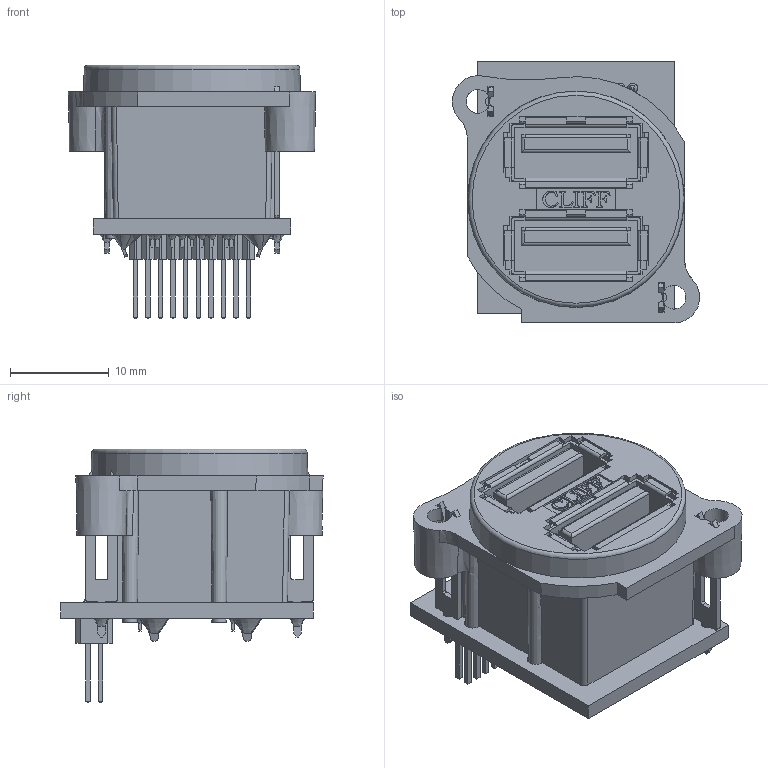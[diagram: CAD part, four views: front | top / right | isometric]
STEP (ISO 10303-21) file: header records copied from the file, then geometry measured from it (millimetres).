
FILE_DESCRIPTION(/* description */ (''),/* implementation_level */ '2;1');
FILE_NAME(/* name */ 'CP30097 TIM.stp',/* time_stamp */ '2016-12-13T11:06:53+00:00',/* author */ ('tottley'),/* organization */ (''),/* preprocessor_version */ 'ST-DEVELOPER v16.1',/* originating_system */ 'Autodesk Inventor 2016',/* authorisation */ '');
FILE_SCHEMA (('AUTOMOTIVE_DESIGN { 1 0 10303 214 3 1 1 }'));
Products named in the file (1): Part16
Bounding box: 24.99 x 26.5 x 25.64 mm (x, y, z)
Volume: 4168.1 mm3; surface area: 9105.4 mm2
Topology: 1 solids, 82 shells, 2232 faces, 5475 edges, 3503 vertices
Faces by surface type: plane 1664, bspline 363, cylinder 186, cone 18, torus 1
Full cylindrical faces by diameter (mm): 0.7 x18, 1.1 x2, 1.75 x4, 2.3 x4, 2.4 x1, 2.7 x1
Entity records: 71641 total; most frequent: CARTESIAN_POINT 18734, ORIENTED_EDGE 10854, DIRECTION 9176, EDGE_CURVE 5427, LINE 4404, VECTOR 4404, VERTEX_POINT 3491, EDGE_LOOP 2444
